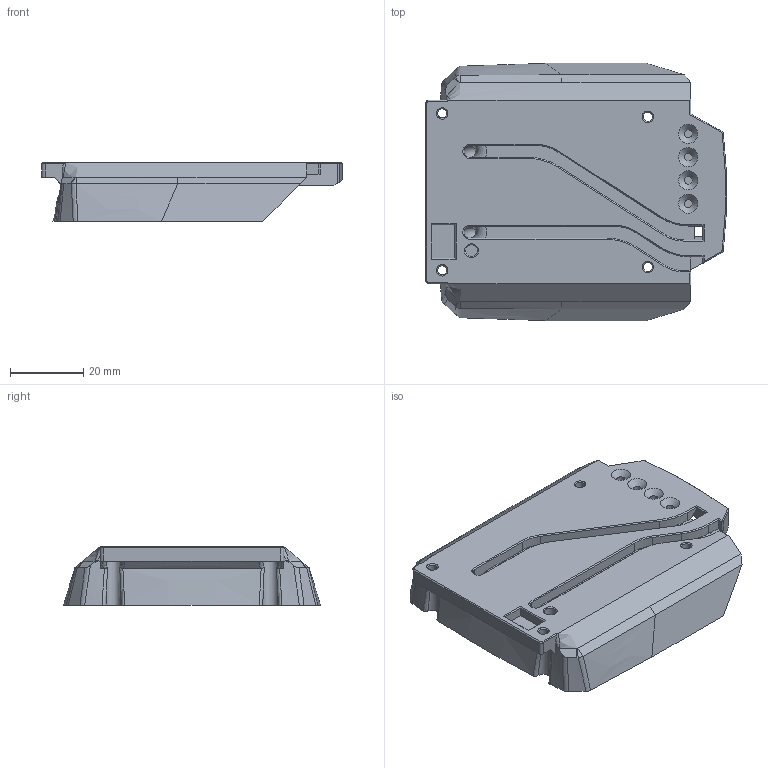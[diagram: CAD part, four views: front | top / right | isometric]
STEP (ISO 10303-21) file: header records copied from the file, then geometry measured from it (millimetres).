
FILE_DESCRIPTION(/* description */ (''),/* implementation_level */ '2;1');
FILE_NAME(/* name */ 'X20V_TPA3116_Wuzhi.step',/* time_stamp */ '2021-02-03T10:55:51+01:00',/* author */ (''),/* organization */ (''),/* preprocessor_version */ 'ST-DEVELOPER v18.1',/* originating_system */ 'Autodesk Translation Framework v9.7.1.1290',/* authorisation */ '');
FILE_SCHEMA (('AUTOMOTIVE_DESIGN { 1 0 10303 214 3 1 1 }'));
Length unit declared in the file: millimetre
Products named in the file (1): X20V_TPA3116_Wuzhi
Bounding box: 81.89 x 70 x 16 mm (x, y, z)
Volume: 45464.5 mm3; surface area: 17327.7 mm2
Topology: 1 solids, 1 shells, 237 faces, 627 edges, 400 vertices
Faces by surface type: plane 139, bspline 36, cylinder 34, cone 24, torus 4
Full cylindrical faces by diameter (mm): 2.2 x4, 2.5 x4, 3.2 x3, 4.2 x4
Entity records: 8471 total; most frequent: CARTESIAN_POINT 2778, ORIENTED_EDGE 1254, DIRECTION 1037, EDGE_CURVE 627, LINE 401, VECTOR 401, VERTEX_POINT 400, AXIS2_PLACEMENT_3D 318
